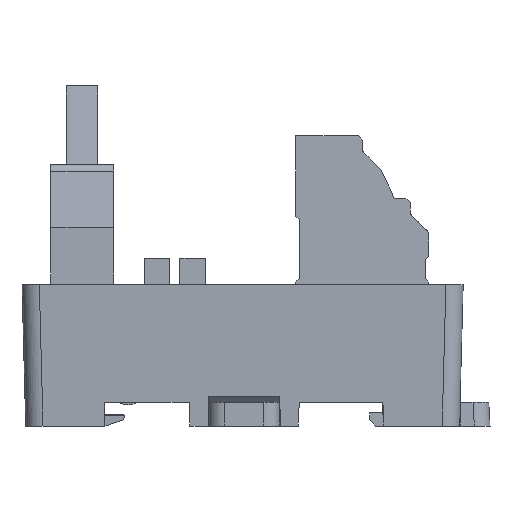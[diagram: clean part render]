
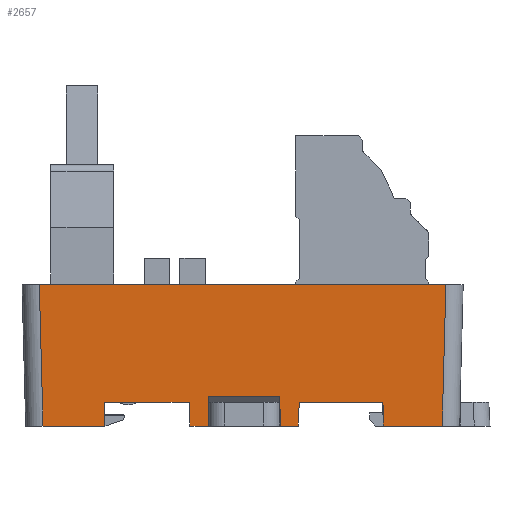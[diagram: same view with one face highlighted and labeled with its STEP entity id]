
A CAD part, left-side view. The second image highlights one B-rep face of the part: STEP entity #2657.
In plain terms, the highlighted planar face has unit normal (-1, 0, -0.026).
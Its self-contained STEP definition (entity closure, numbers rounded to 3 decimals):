
#1947=FACE_OUTER_BOUND('',#4338,.T.);
#2657=ADVANCED_FACE('',(#1947),#3383,.T.);
#3383=PLANE('',#15584);
#4338=EDGE_LOOP('',(#5933,#5934,#5935,#5936,#5937,#5938,#5939,#5940,#5941,
#5942,#5943,#5944,#5945,#5946,#5947,#5948));
#5933=ORIENTED_EDGE('',*,*,#10647,.T.);
#5934=ORIENTED_EDGE('',*,*,#10704,.T.);
#5935=ORIENTED_EDGE('',*,*,#10674,.T.);
#5936=ORIENTED_EDGE('',*,*,#10697,.F.);
#5937=ORIENTED_EDGE('',*,*,#10460,.T.);
#5938=ORIENTED_EDGE('',*,*,#10705,.F.);
#5939=ORIENTED_EDGE('',*,*,#10706,.F.);
#5940=ORIENTED_EDGE('',*,*,#10707,.T.);
#5941=ORIENTED_EDGE('',*,*,#10708,.F.);
#5942=ORIENTED_EDGE('',*,*,#10709,.T.);
#5943=ORIENTED_EDGE('',*,*,#10710,.F.);
#5944=ORIENTED_EDGE('',*,*,#10711,.T.);
#5945=ORIENTED_EDGE('',*,*,#10446,.T.);
#5946=ORIENTED_EDGE('',*,*,#10637,.T.);
#5947=ORIENTED_EDGE('',*,*,#10629,.T.);
#5948=ORIENTED_EDGE('',*,*,#10712,.T.);
#9128=VERTEX_POINT('',#20774);
#9129=VERTEX_POINT('',#20776);
#9142=VERTEX_POINT('',#20802);
#9143=VERTEX_POINT('',#20804);
#9274=VERTEX_POINT('',#21139);
#9275=VERTEX_POINT('',#21141);
#9285=VERTEX_POINT('',#21175);
#9286=VERTEX_POINT('',#21177);
#9304=VERTEX_POINT('',#21224);
#9305=VERTEX_POINT('',#21226);
#9317=VERTEX_POINT('',#21286);
#9318=VERTEX_POINT('',#21288);
#9319=VERTEX_POINT('',#21290);
#9320=VERTEX_POINT('',#21292);
#9321=VERTEX_POINT('',#21294);
#9322=VERTEX_POINT('',#21296);
#10446=EDGE_CURVE('',#9129,#9128,#12284,.T.);
#10460=EDGE_CURVE('',#9143,#9142,#12296,.T.);
#10629=EDGE_CURVE('',#9275,#9274,#12458,.T.);
#10637=EDGE_CURVE('',#9128,#9275,#12466,.T.);
#10647=EDGE_CURVE('',#9286,#9285,#12474,.T.);
#10674=EDGE_CURVE('',#9305,#9304,#12497,.T.);
#10697=EDGE_CURVE('',#9143,#9304,#12517,.T.);
#10704=EDGE_CURVE('',#9285,#9305,#12524,.T.);
#10705=EDGE_CURVE('',#9317,#9142,#12525,.T.);
#10706=EDGE_CURVE('',#9318,#9317,#12526,.T.);
#10707=EDGE_CURVE('',#9318,#9319,#12527,.T.);
#10708=EDGE_CURVE('',#9320,#9319,#12528,.T.);
#10709=EDGE_CURVE('',#9320,#9321,#12529,.T.);
#10710=EDGE_CURVE('',#9322,#9321,#12530,.T.);
#10711=EDGE_CURVE('',#9322,#9129,#12531,.T.);
#10712=EDGE_CURVE('',#9274,#9286,#12532,.T.);
#12284=LINE('',#20775,#14002);
#12296=LINE('',#20803,#14014);
#12458=LINE('',#21140,#14176);
#12466=LINE('',#21155,#14184);
#12474=LINE('',#21176,#14192);
#12497=LINE('',#21225,#14215);
#12517=LINE('',#21273,#14235);
#12524=LINE('',#21284,#14242);
#12525=LINE('',#21285,#14243);
#12526=LINE('',#21287,#14244);
#12527=LINE('',#21289,#14245);
#12528=LINE('',#21291,#14246);
#12529=LINE('',#21293,#14247);
#12530=LINE('',#21295,#14248);
#12531=LINE('',#21297,#14249);
#12532=LINE('',#21298,#14250);
#14002=VECTOR('',#16763,1.);
#14014=VECTOR('',#16779,1.);
#14176=VECTOR('',#17027,1.);
#14184=VECTOR('',#17039,1.);
#14192=VECTOR('',#17061,1.);
#14215=VECTOR('',#17098,1.);
#14235=VECTOR('',#17150,1.);
#14242=VECTOR('',#17165,1.);
#14243=VECTOR('',#17166,1.);
#14244=VECTOR('',#17167,1.);
#14245=VECTOR('',#17168,1.);
#14246=VECTOR('',#17169,1.);
#14247=VECTOR('',#17170,1.);
#14248=VECTOR('',#17171,1.);
#14249=VECTOR('',#17172,1.);
#14250=VECTOR('',#17173,1.);
#15584=AXIS2_PLACEMENT_3D('',#21299,#17174,#17175);
#16763=DIRECTION('',(0.,-1.,0.));
#16779=DIRECTION('',(0.,-1.,0.));
#17027=DIRECTION('',(0.,-1.,0.));
#17039=DIRECTION('',(0.026,-0.017,-1.));
#17061=DIRECTION('',(0.,1.,0.));
#17098=DIRECTION('',(0.,-1.,0.));
#17150=DIRECTION('',(0.026,0.017,-1.));
#17165=DIRECTION('',(0.026,-0.026,-0.999));
#17166=DIRECTION('',(-0.026,0.035,0.999));
#17167=DIRECTION('',(0.,1.,0.));
#17168=DIRECTION('',(-0.026,-0.009,1.));
#17169=DIRECTION('',(0.,1.,0.));
#17170=DIRECTION('',(0.026,-0.009,-1.));
#17171=DIRECTION('',(0.,1.,0.));
#17172=DIRECTION('',(-0.026,-0.035,0.999));
#17173=DIRECTION('',(-0.026,-0.026,0.999));
#17174=DIRECTION('',(-1.,0.,-0.026));
#17175=DIRECTION('',(0.026,0.,-1.));
#20774=CARTESIAN_POINT('',(-28.557,10.2,-15.));
#20775=CARTESIAN_POINT('',(-28.557,27.85,-15.));
#20776=CARTESIAN_POINT('',(-28.557,20.85,-15.));
#20802=CARTESIAN_POINT('',(-28.557,34.85,-15.));
#20803=CARTESIAN_POINT('',(-28.557,27.85,-15.));
#20804=CARTESIAN_POINT('',(-28.557,45.6,-15.));
#21139=CARTESIAN_POINT('',(-28.479,2.671,-18.));
#21140=CARTESIAN_POINT('',(-28.479,27.85,-18.));
#21141=CARTESIAN_POINT('',(-28.479,10.148,-18.));
#21155=CARTESIAN_POINT('',(-28.958,10.467,0.309));
#21175=CARTESIAN_POINT('',(-28.95,53.901,0.));
#21176=CARTESIAN_POINT('',(-28.95,28.35,0.));
#21177=CARTESIAN_POINT('',(-28.95,2.199,0.));
#21224=CARTESIAN_POINT('',(-28.479,45.652,-18.));
#21225=CARTESIAN_POINT('',(-28.479,28.35,-18.));
#21226=CARTESIAN_POINT('',(-28.479,53.429,-18.));
#21273=CARTESIAN_POINT('',(-28.526,45.621,-16.204));
#21284=CARTESIAN_POINT('',(-28.933,53.884,-0.66));
#21285=CARTESIAN_POINT('',(-28.526,34.808,-16.202));
#21286=CARTESIAN_POINT('',(-28.479,34.745,-18.));
#21287=CARTESIAN_POINT('',(-28.479,27.85,-18.));
#21288=CARTESIAN_POINT('',(-28.479,32.426,-18.));
#21289=CARTESIAN_POINT('',(-28.526,32.411,-16.204));
#21290=CARTESIAN_POINT('',(-28.576,32.394,-14.274));
#21291=CARTESIAN_POINT('',(-28.576,237.295,-14.274));
#21292=CARTESIAN_POINT('',(-28.576,23.306,-14.274));
#21293=CARTESIAN_POINT('',(-28.526,23.29,-16.204));
#21294=CARTESIAN_POINT('',(-28.479,23.274,-18.));
#21295=CARTESIAN_POINT('',(-28.479,27.85,-18.));
#21296=CARTESIAN_POINT('',(-28.479,20.955,-18.));
#21297=CARTESIAN_POINT('',(-28.943,20.336,-0.282));
#21298=CARTESIAN_POINT('',(-28.933,2.217,-0.66));
#21299=CARTESIAN_POINT('',(-28.95,28.35,-0.003));
